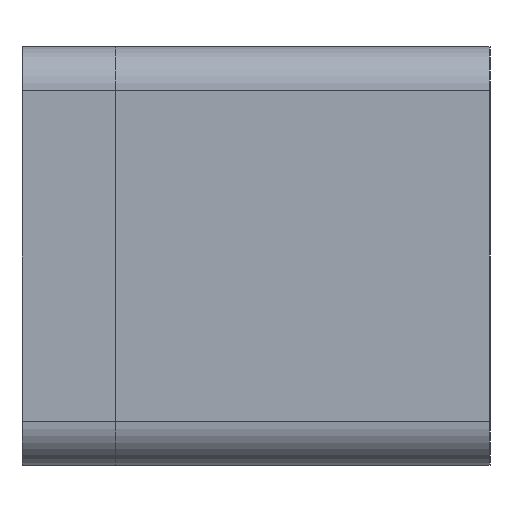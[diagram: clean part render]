
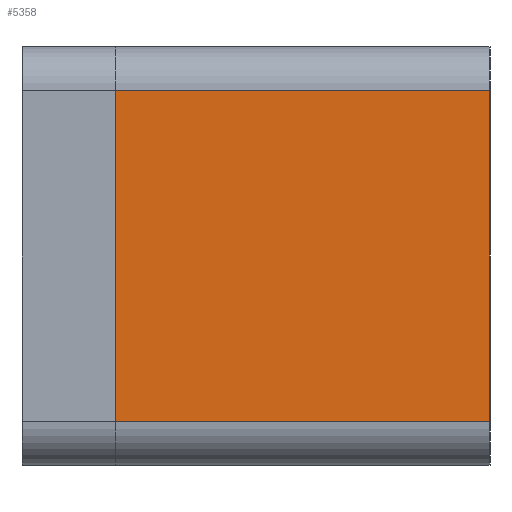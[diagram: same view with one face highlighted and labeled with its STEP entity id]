
A CAD part, left-side view. The second image highlights one B-rep face of the part: STEP entity #5358.
In plain terms, the highlighted planar face has unit normal (-1, 0, 0).
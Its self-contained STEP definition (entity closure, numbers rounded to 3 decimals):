
#154 = EDGE_LOOP ( 'NONE', ( #6040, #2126, #3595, #1776 ) ) ;
#165 = LINE ( 'NONE', #3981, #1323 ) ;
#314 = LINE ( 'NONE', #4142, #3279 ) ;
#1093 = DIRECTION ( 'NONE',  ( 0., 0., -1. ) ) ;
#1323 = VECTOR ( 'NONE', #1604, 1000. ) ;
#1369 = VERTEX_POINT ( 'NONE', #4287 ) ;
#1381 = VERTEX_POINT ( 'NONE', #4257 ) ;
#1604 = DIRECTION ( 'NONE',  ( 0., -1., 0. ) ) ;
#1673 = CARTESIAN_POINT ( 'NONE',  ( -36., 34., 15. ) ) ;
#1754 = AXIS2_PLACEMENT_3D ( 'NONE', #5879, #3471, #1093 ) ;
#1755 = DIRECTION ( 'NONE',  ( 0., 0., 1. ) ) ;
#1776 = ORIENTED_EDGE ( 'NONE', *, *, #5153, .T. ) ;
#1993 = LINE ( 'NONE', #3944, #5304 ) ;
#2026 = PLANE ( 'NONE',  #1754 ) ;
#2126 = ORIENTED_EDGE ( 'NONE', *, *, #4586, .F. ) ;
#2314 = CARTESIAN_POINT ( 'NONE',  ( -36., 0., -15. ) ) ;
#2873 = VERTEX_POINT ( 'NONE', #2314 ) ;
#3279 = VECTOR ( 'NONE', #1755, 1000. ) ;
#3462 = DIRECTION ( 'NONE',  ( 0., -1., 0. ) ) ;
#3471 = DIRECTION ( 'NONE',  ( 1., 0., 0. ) ) ;
#3595 = ORIENTED_EDGE ( 'NONE', *, *, #5086, .T. ) ;
#3944 = CARTESIAN_POINT ( 'NONE',  ( -36., 1., 15. ) ) ;
#3964 = EDGE_CURVE ( 'NONE', #2873, #5813, #314, .T. ) ;
#3981 = CARTESIAN_POINT ( 'NONE',  ( -36., 1., -15. ) ) ;
#3984 = VECTOR ( 'NONE', #5503, 1000. ) ;
#4053 = LINE ( 'NONE', #1673, #3984 ) ;
#4142 = CARTESIAN_POINT ( 'NONE',  ( -36., 0., 15. ) ) ;
#4257 = CARTESIAN_POINT ( 'NONE',  ( -36., 34., 15. ) ) ;
#4287 = CARTESIAN_POINT ( 'NONE',  ( -36., 34., -15. ) ) ;
#4425 = FACE_OUTER_BOUND ( 'NONE', #154, .T. ) ;
#4586 = EDGE_CURVE ( 'NONE', #1381, #5813, #1993, .T. ) ;
#5086 = EDGE_CURVE ( 'NONE', #1381, #1369, #4053, .T. ) ;
#5153 = EDGE_CURVE ( 'NONE', #1369, #2873, #165, .T. ) ;
#5250 = CARTESIAN_POINT ( 'NONE',  ( -36., 0., 15. ) ) ;
#5304 = VECTOR ( 'NONE', #3462, 1000. ) ;
#5358 = ADVANCED_FACE ( 'NONE', ( #4425 ), #2026, .F. ) ;
#5503 = DIRECTION ( 'NONE',  ( 0., 0., -1. ) ) ;
#5813 = VERTEX_POINT ( 'NONE', #5250 ) ;
#5879 = CARTESIAN_POINT ( 'NONE',  ( -36., 1., 15. ) ) ;
#6040 = ORIENTED_EDGE ( 'NONE', *, *, #3964, .T. ) ;
